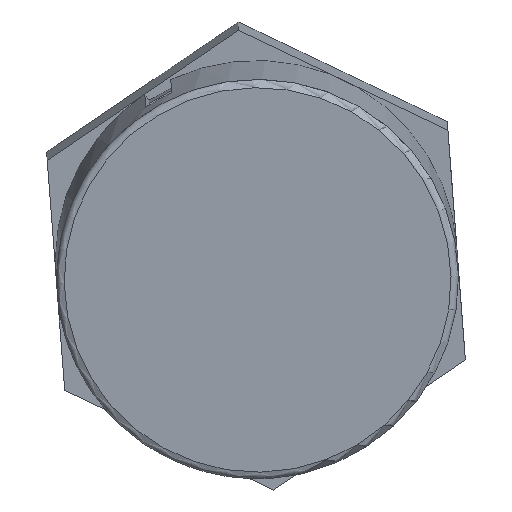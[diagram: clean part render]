
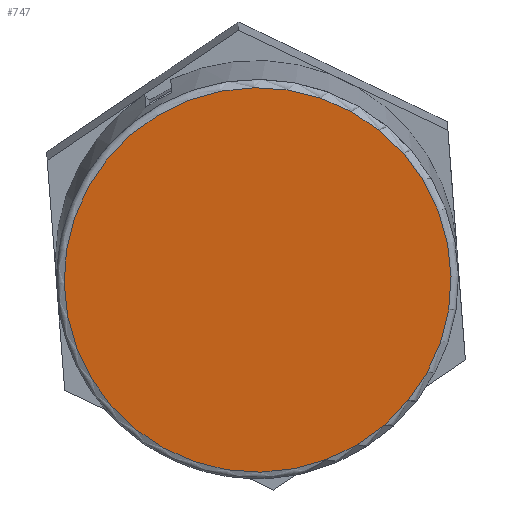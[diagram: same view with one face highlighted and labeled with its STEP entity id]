
A CAD part, top view. The second image highlights one B-rep face of the part: STEP entity #747.
In plain terms, the highlighted face is planar.
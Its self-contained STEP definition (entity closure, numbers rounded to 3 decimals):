
#58=PLANE('',#831);
#204=FACE_OUTER_BOUND('',#260,.T.);
#260=EDGE_LOOP('',(#579));
#337=CIRCLE('',#819,13.);
#385=VERTEX_POINT('',#1168);
#456=EDGE_CURVE('',#385,#385,#337,.T.);
#579=ORIENTED_EDGE('',*,*,#456,.T.);
#747=ADVANCED_FACE('',(#204),#58,.F.);
#819=AXIS2_PLACEMENT_3D('',#1169,#932,#933);
#831=AXIS2_PLACEMENT_3D('',#1206,#968,#969);
#932=DIRECTION('center_axis',(0.,0.,-1.));
#933=DIRECTION('ref_axis',(1.,0.,0.));
#968=DIRECTION('center_axis',(0.,0.,1.));
#969=DIRECTION('ref_axis',(1.,0.,0.));
#1168=CARTESIAN_POINT('',(13.,0.,0.));
#1169=CARTESIAN_POINT('Origin',(0.,0.,0.));
#1206=CARTESIAN_POINT('Origin',(0.,0.,0.));
